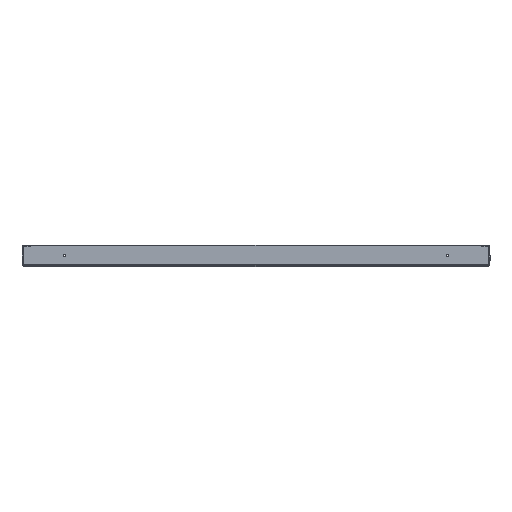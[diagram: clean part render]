
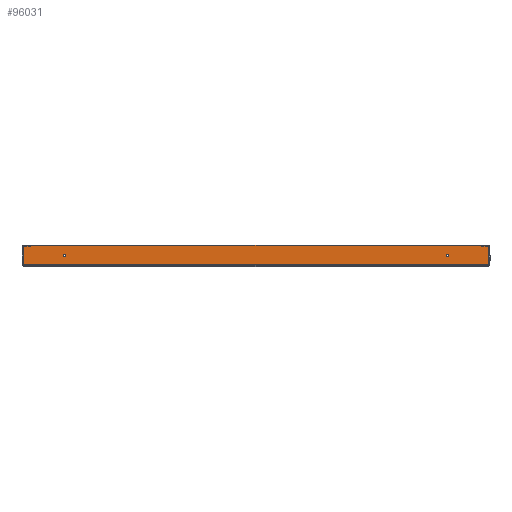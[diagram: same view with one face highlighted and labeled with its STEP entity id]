
A CAD part, front view. The second image highlights one B-rep face of the part: STEP entity #96031.
In plain terms, the highlighted planar face has unit normal (0, -1, 0).
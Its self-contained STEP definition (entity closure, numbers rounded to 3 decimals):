
#1148 = CARTESIAN_POINT ( 'NONE',  ( 545.859, -900., 46. ) ) ;
#3451 = VERTEX_POINT ( 'NONE', #94393 ) ;
#5883 = DIRECTION ( 'NONE',  ( 0., 1., 0. ) ) ;
#8481 = FACE_BOUND ( 'NONE', #80828, .T. ) ;
#11303 = DIRECTION ( 'NONE',  ( 0., 1., 0. ) ) ;
#13151 = EDGE_LOOP ( 'NONE', ( #67204, #123575 ) ) ;
#15166 = CARTESIAN_POINT ( 'NONE',  ( 450., -900., 23.5 ) ) ;
#19501 = DIRECTION ( 'NONE',  ( 0., -1., 0. ) ) ;
#20057 = EDGE_CURVE ( 'NONE', #36148, #87771, #79075, .T. ) ;
#20176 = VECTOR ( 'NONE', #42788, 1000. ) ;
#24091 = AXIS2_PLACEMENT_3D ( 'NONE', #110248, #5883, #108267 ) ;
#25953 = ORIENTED_EDGE ( 'NONE', *, *, #114309, .T. ) ;
#26588 = CIRCLE ( 'NONE', #95885, 1. ) ;
#27438 = LINE ( 'NONE', #121632, #114552 ) ;
#27491 = VERTEX_POINT ( 'NONE', #120333 ) ;
#28143 = DIRECTION ( 'NONE',  ( 0., 0., 1. ) ) ;
#28537 = CARTESIAN_POINT ( 'NONE',  ( -545.859, -900., 47. ) ) ;
#30397 = EDGE_CURVE ( 'NONE', #31451, #3451, #33341, .T. ) ;
#30592 = CARTESIAN_POINT ( 'NONE',  ( -545.859, -900., 46. ) ) ;
#31451 = VERTEX_POINT ( 'NONE', #83522 ) ;
#32100 = LINE ( 'NONE', #122966, #50425 ) ;
#32243 = AXIS2_PLACEMENT_3D ( 'NONE', #30592, #71938, #61092 ) ;
#32653 = VERTEX_POINT ( 'NONE', #55710 ) ;
#32777 = DIRECTION ( 'NONE',  ( 0., 0., 1. ) ) ;
#32950 = EDGE_CURVE ( 'NONE', #3451, #27491, #32100, .T. ) ;
#33203 = CARTESIAN_POINT ( 'NONE',  ( 0., -900., 47. ) ) ;
#33341 = LINE ( 'NONE', #83505, #20176 ) ;
#36148 = VERTEX_POINT ( 'NONE', #78068 ) ;
#36177 = DIRECTION ( 'NONE',  ( 0., 1., 0. ) ) ;
#36190 = DIRECTION ( 'NONE',  ( 0., 1., 0. ) ) ;
#42706 = VERTEX_POINT ( 'NONE', #117861 ) ;
#42788 = DIRECTION ( 'NONE',  ( -1., 0., 0. ) ) ;
#43765 = AXIS2_PLACEMENT_3D ( 'NONE', #66676, #36190, #115060 ) ;
#47094 = EDGE_CURVE ( 'NONE', #87771, #36148, #61004, .T. ) ;
#48500 = EDGE_CURVE ( 'NONE', #42706, #74959, #102232, .T. ) ;
#50425 = VECTOR ( 'NONE', #32777, 1000. ) ;
#52623 = DIRECTION ( 'NONE',  ( 0., 0., 1. ) ) ;
#52839 = LINE ( 'NONE', #33203, #122141 ) ;
#55327 = CARTESIAN_POINT ( 'NONE',  ( 546.859, -900., 46. ) ) ;
#55710 = CARTESIAN_POINT ( 'NONE',  ( 545.859, -900., 47. ) ) ;
#59631 = AXIS2_PLACEMENT_3D ( 'NONE', #15166, #36177, #77521 ) ;
#61004 = CIRCLE ( 'NONE', #69614, 3. ) ;
#61092 = DIRECTION ( 'NONE',  ( 0., 0., 1. ) ) ;
#64058 = EDGE_CURVE ( 'NONE', #110783, #27491, #108035, .T. ) ;
#66676 = CARTESIAN_POINT ( 'NONE',  ( -450., -900., 23.5 ) ) ;
#67204 = ORIENTED_EDGE ( 'NONE', *, *, #48500, .T. ) ;
#68749 = DIRECTION ( 'NONE',  ( 0., 0., 1. ) ) ;
#69614 = AXIS2_PLACEMENT_3D ( 'NONE', #126533, #11303, #52623 ) ;
#71938 = DIRECTION ( 'NONE',  ( 0., -1., 0. ) ) ;
#72408 = ORIENTED_EDGE ( 'NONE', *, *, #30397, .F. ) ;
#74659 = ORIENTED_EDGE ( 'NONE', *, *, #84125, .T. ) ;
#74959 = VERTEX_POINT ( 'NONE', #98017 ) ;
#77521 = DIRECTION ( 'NONE',  ( 0., 0., 1. ) ) ;
#78068 = CARTESIAN_POINT ( 'NONE',  ( 450., -900., 20.5 ) ) ;
#78989 = FACE_BOUND ( 'NONE', #13151, .T. ) ;
#79075 = CIRCLE ( 'NONE', #59631, 3. ) ;
#79684 = AXIS2_PLACEMENT_3D ( 'NONE', #110841, #100003, #28143 ) ;
#80828 = EDGE_LOOP ( 'NONE', ( #83542, #94545 ) ) ;
#81553 = EDGE_LOOP ( 'NONE', ( #74659, #88616, #117707, #72408, #25953, #131500 ) ) ;
#83505 = CARTESIAN_POINT ( 'NONE',  ( -550., -900., 3. ) ) ;
#83522 = CARTESIAN_POINT ( 'NONE',  ( 546.859, -900., 3. ) ) ;
#83542 = ORIENTED_EDGE ( 'NONE', *, *, #47094, .T. ) ;
#84125 = EDGE_CURVE ( 'NONE', #32653, #110783, #52839, .T. ) ;
#87771 = VERTEX_POINT ( 'NONE', #120322 ) ;
#88616 = ORIENTED_EDGE ( 'NONE', *, *, #64058, .T. ) ;
#94212 = DIRECTION ( 'NONE',  ( -1., 0., 0. ) ) ;
#94393 = CARTESIAN_POINT ( 'NONE',  ( -546.859, -900., 3. ) ) ;
#94545 = ORIENTED_EDGE ( 'NONE', *, *, #20057, .T. ) ;
#95885 = AXIS2_PLACEMENT_3D ( 'NONE', #1148, #19501, #113033 ) ;
#96031 = ADVANCED_FACE ( 'NONE', ( #78989, #8481, #110165 ), #130507, .F. ) ;
#98017 = CARTESIAN_POINT ( 'NONE',  ( -450., -900., 20.5 ) ) ;
#100003 = DIRECTION ( 'NONE',  ( 0., 1., 0. ) ) ;
#102232 = CIRCLE ( 'NONE', #43765, 3. ) ;
#108035 = CIRCLE ( 'NONE', #32243, 1. ) ;
#108267 = DIRECTION ( 'NONE',  ( 0., 0., 1. ) ) ;
#110165 = FACE_OUTER_BOUND ( 'NONE', #81553, .T. ) ;
#110248 = CARTESIAN_POINT ( 'NONE',  ( -450., -900., 23.5 ) ) ;
#110783 = VERTEX_POINT ( 'NONE', #28537 ) ;
#110841 = CARTESIAN_POINT ( 'NONE',  ( 0., -900., 0. ) ) ;
#112433 = EDGE_CURVE ( 'NONE', #74959, #42706, #123636, .T. ) ;
#113033 = DIRECTION ( 'NONE',  ( 0., 0., 1. ) ) ;
#114309 = EDGE_CURVE ( 'NONE', #31451, #123515, #27438, .T. ) ;
#114552 = VECTOR ( 'NONE', #68749, 1000. ) ;
#115060 = DIRECTION ( 'NONE',  ( 0., 0., 1. ) ) ;
#117707 = ORIENTED_EDGE ( 'NONE', *, *, #32950, .F. ) ;
#117861 = CARTESIAN_POINT ( 'NONE',  ( -450., -900., 26.5 ) ) ;
#120322 = CARTESIAN_POINT ( 'NONE',  ( 450., -900., 26.5 ) ) ;
#120333 = CARTESIAN_POINT ( 'NONE',  ( -546.859, -900., 46. ) ) ;
#121632 = CARTESIAN_POINT ( 'NONE',  ( 546.859, -900., 0. ) ) ;
#122141 = VECTOR ( 'NONE', #94212, 1000. ) ;
#122966 = CARTESIAN_POINT ( 'NONE',  ( -546.859, -900., 0. ) ) ;
#123515 = VERTEX_POINT ( 'NONE', #55327 ) ;
#123575 = ORIENTED_EDGE ( 'NONE', *, *, #112433, .T. ) ;
#123636 = CIRCLE ( 'NONE', #24091, 3. ) ;
#126533 = CARTESIAN_POINT ( 'NONE',  ( 450., -900., 23.5 ) ) ;
#129730 = EDGE_CURVE ( 'NONE', #123515, #32653, #26588, .T. ) ;
#130507 = PLANE ( 'NONE',  #79684 ) ;
#131500 = ORIENTED_EDGE ( 'NONE', *, *, #129730, .T. ) ;
